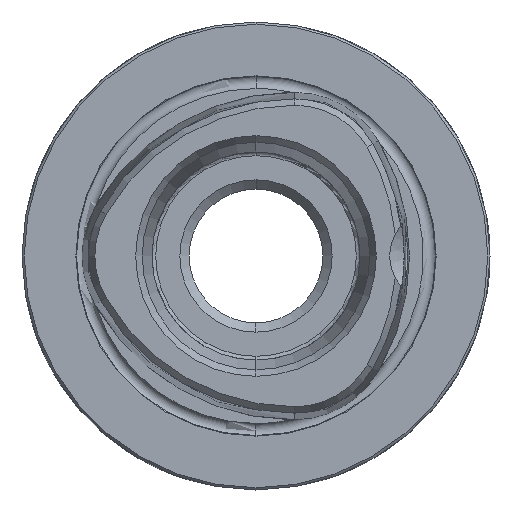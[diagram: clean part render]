
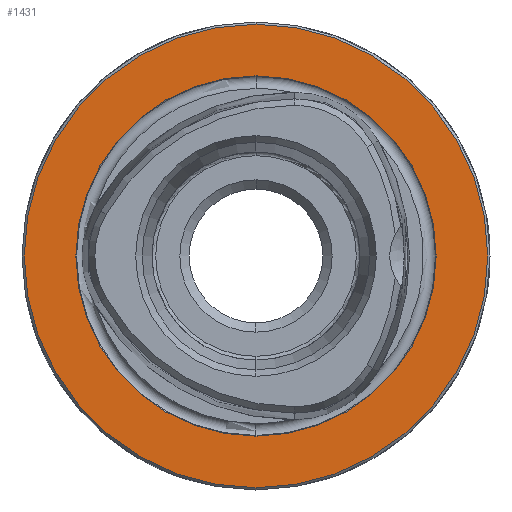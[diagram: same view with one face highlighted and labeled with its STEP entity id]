
A CAD part, left-side view. The second image highlights one B-rep face of the part: STEP entity #1431.
In plain terms, the highlighted planar face has unit normal (-1, 0, 0).
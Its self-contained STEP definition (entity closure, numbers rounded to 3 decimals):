
#34 = EDGE_CURVE ( 'NONE', #2141, #6147, #1958, .T. ) ;
#40 = ORIENTED_EDGE ( 'NONE', *, *, #34, .F. ) ;
#212 = CARTESIAN_POINT ( 'NONE',  ( 0., 0., 0. ) ) ;
#429 = FACE_OUTER_BOUND ( 'NONE', #4292, .T. ) ;
#435 = CARTESIAN_POINT ( 'NONE',  ( 0., 0., -31.2 ) ) ;
#577 = FACE_BOUND ( 'NONE', #4386, .T. ) ;
#719 = DIRECTION ( 'NONE',  ( 1., 0., 0. ) ) ;
#748 = DIRECTION ( 'NONE',  ( -1., 0., 0. ) ) ;
#914 = EDGE_CURVE ( 'NONE', #3983, #2673, #1531, .T. ) ;
#942 = DIRECTION ( 'NONE',  ( -1., 0., 0. ) ) ;
#1188 = DIRECTION ( 'NONE',  ( 0., 0., 1. ) ) ;
#1200 = ORIENTED_EDGE ( 'NONE', *, *, #914, .T. ) ;
#1215 = PLANE ( 'NONE',  #2380 ) ;
#1431 = ADVANCED_FACE ( 'NONE', ( #577, #429 ), #1215, .F. ) ;
#1485 = DIRECTION ( 'NONE',  ( 0., 0., 1. ) ) ;
#1531 = CIRCLE ( 'NONE', #4714, 31.2 ) ;
#1784 = CARTESIAN_POINT ( 'NONE',  ( 0., 0., -24.25 ) ) ;
#1958 = CIRCLE ( 'NONE', #5492, 24.25 ) ;
#2141 = VERTEX_POINT ( 'NONE', #1784 ) ;
#2315 = DIRECTION ( 'NONE',  ( 0., 0., -1. ) ) ;
#2380 = AXIS2_PLACEMENT_3D ( 'NONE', #3962, #719, #2315 ) ;
#2414 = DIRECTION ( 'NONE',  ( -1., 0., 0. ) ) ;
#2484 = CIRCLE ( 'NONE', #5279, 24.25 ) ;
#2621 = ORIENTED_EDGE ( 'NONE', *, *, #3051, .T. ) ;
#2673 = VERTEX_POINT ( 'NONE', #5792 ) ;
#3051 = EDGE_CURVE ( 'NONE', #2673, #3983, #5033, .T. ) ;
#3354 = EDGE_CURVE ( 'NONE', #6147, #2141, #2484, .T. ) ;
#3760 = AXIS2_PLACEMENT_3D ( 'NONE', #6790, #942, #1485 ) ;
#3962 = CARTESIAN_POINT ( 'NONE',  ( 0., 24.25, 0. ) ) ;
#3983 = VERTEX_POINT ( 'NONE', #435 ) ;
#4292 = EDGE_LOOP ( 'NONE', ( #1200, #2621 ) ) ;
#4386 = EDGE_LOOP ( 'NONE', ( #4571, #40 ) ) ;
#4484 = DIRECTION ( 'NONE',  ( 0., 0., 1. ) ) ;
#4571 = ORIENTED_EDGE ( 'NONE', *, *, #3354, .F. ) ;
#4714 = AXIS2_PLACEMENT_3D ( 'NONE', #5428, #4953, #1188 ) ;
#4953 = DIRECTION ( 'NONE',  ( -1., 0., 0. ) ) ;
#5033 = CIRCLE ( 'NONE', #3760, 31.2 ) ;
#5279 = AXIS2_PLACEMENT_3D ( 'NONE', #212, #748, #4484 ) ;
#5428 = CARTESIAN_POINT ( 'NONE',  ( 0., 0., 0. ) ) ;
#5492 = AXIS2_PLACEMENT_3D ( 'NONE', #5581, #2414, #6650 ) ;
#5581 = CARTESIAN_POINT ( 'NONE',  ( 0., 0., 0. ) ) ;
#5792 = CARTESIAN_POINT ( 'NONE',  ( 0., 0., 31.2 ) ) ;
#6147 = VERTEX_POINT ( 'NONE', #6859 ) ;
#6650 = DIRECTION ( 'NONE',  ( 0., 0., 1. ) ) ;
#6790 = CARTESIAN_POINT ( 'NONE',  ( 0., 0., 0. ) ) ;
#6859 = CARTESIAN_POINT ( 'NONE',  ( 0., 0., 24.25 ) ) ;
